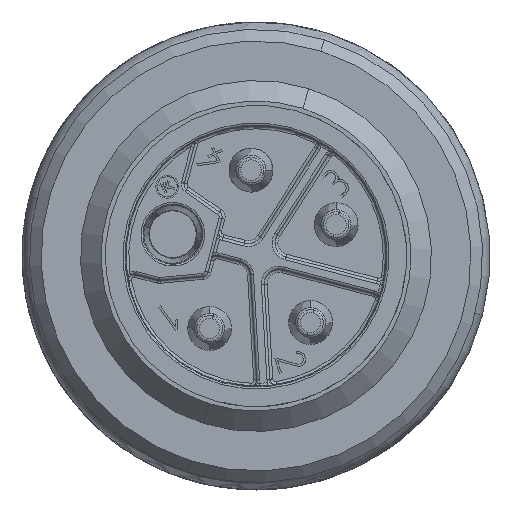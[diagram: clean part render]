
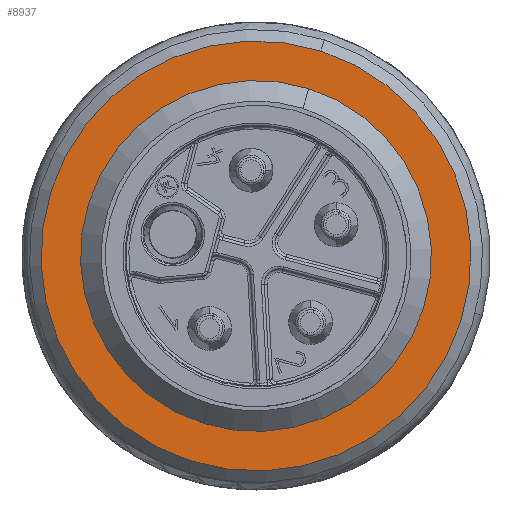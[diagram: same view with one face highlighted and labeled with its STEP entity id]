
A CAD part, left-side view. The second image highlights one B-rep face of the part: STEP entity #8937.
In plain terms, the highlighted planar face has unit normal (-1, 0, 0).
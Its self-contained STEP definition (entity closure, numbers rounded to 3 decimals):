
#1442=CARTESIAN_POINT('',(-19.7,2.873,-0.959));
#1443=DIRECTION('',(-1.,0.,0.));
#1444=DIRECTION('',(0.,0.302,-0.953));
#1445=AXIS2_PLACEMENT_3D('',#1442,#1443,#1444);
#1450=CARTESIAN_POINT('',(-19.7,2.873,-0.959));
#1451=DIRECTION('',(-1.,0.,0.));
#1452=DIRECTION('',(0.,-0.302,0.953));
#1453=AXIS2_PLACEMENT_3D('',#1450,#1451,#1452);
#1458=CARTESIAN_POINT('',(-19.7,2.873,-0.959));
#1459=DIRECTION('',(1.,0.,0.));
#1460=DIRECTION('',(0.,0.302,-0.953));
#1461=AXIS2_PLACEMENT_3D('',#1458,#1459,#1460);
#1466=CARTESIAN_POINT('',(-19.7,2.873,-0.959));
#1467=DIRECTION('',(1.,0.,0.));
#1468=DIRECTION('',(0.,-0.302,0.953));
#1469=AXIS2_PLACEMENT_3D('',#1466,#1467,#1468);
#7288=CARTESIAN_POINT('',(-19.7,1.064,4.762));
#7290=VERTEX_POINT('',#7288);
#7292=CARTESIAN_POINT('',(-19.7,4.682,-6.68));
#7294=VERTEX_POINT('',#7292);
#7295=CARTESIAN_POINT('',(-19.7,5.089,-7.967));
#7297=VERTEX_POINT('',#7295);
#7299=CARTESIAN_POINT('',(-19.7,0.657,6.049));
#7301=VERTEX_POINT('',#7299);
#8922=CARTESIAN_POINT('',(-19.7,5.089,-7.967));
#8923=DIRECTION('',(1.,0.,0.));
#8924=DIRECTION('',(0.,1.,0.));
#8925=AXIS2_PLACEMENT_3D('',#8922,#8923,#8924);
#8926=PLANE('',#8925);
#8927=ORIENTED_EDGE('',*,*,#8902,.F.);
#8928=ORIENTED_EDGE('',*,*,#8916,.F.);
#8929=EDGE_LOOP('',(#8927,#8928));
#8930=FACE_OUTER_BOUND('',#8929,.F.);
#8932=ORIENTED_EDGE('',*,*,#8931,.F.);
#8934=ORIENTED_EDGE('',*,*,#8933,.F.);
#8935=EDGE_LOOP('',(#8932,#8934));
#8936=FACE_BOUND('',#8935,.F.);
#8937=ADVANCED_FACE('',(#8930,#8936),#8926,.F.);
#1446=CIRCLE('',#1445,7.35);
#1454=CIRCLE('',#1453,7.35);
#1462=CIRCLE('',#1461,6.);
#1470=CIRCLE('',#1469,6.);
#8902=EDGE_CURVE('',#7297,#7301,#1446,.T.);
#8916=EDGE_CURVE('',#7301,#7297,#1454,.T.);
#8931=EDGE_CURVE('',#7294,#7290,#1462,.T.);
#8933=EDGE_CURVE('',#7290,#7294,#1470,.T.);
